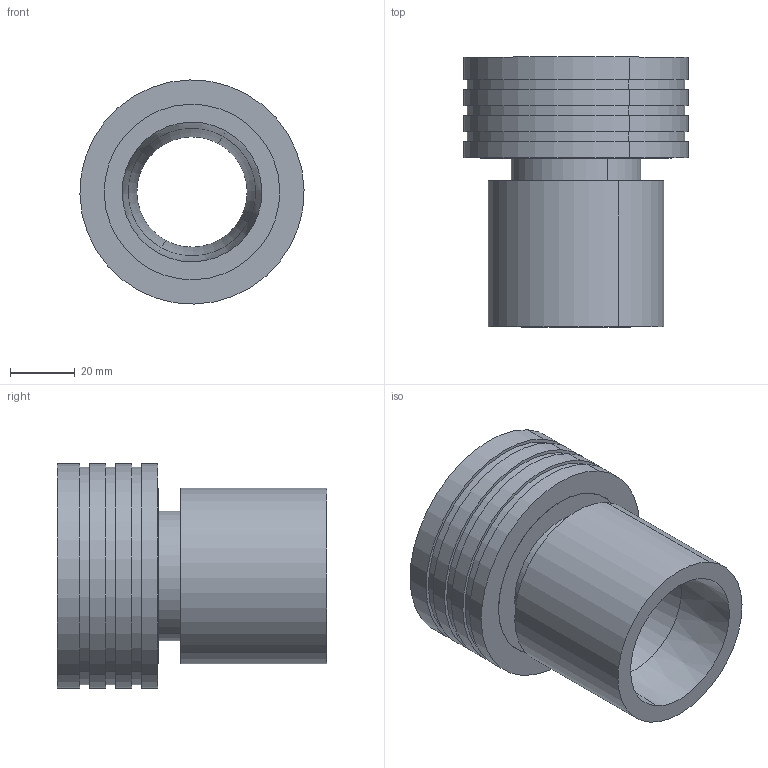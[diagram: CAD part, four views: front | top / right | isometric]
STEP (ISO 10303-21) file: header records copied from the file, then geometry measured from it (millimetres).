
FILE_DESCRIPTION(('CATIA V5 STEP Exchange'),'2;1');
FILE_NAME('bride turbo R11.stp','2017-10-24T20:03:32+00:00',('none'),('none'),'CATIA Version 5 Release 19 SP 2 (IN-10)','CATIA V5 STEP AP203','none');
FILE_SCHEMA(('CONFIG_CONTROL_DESIGN'));
Length unit declared in the file: millimetre
Products named in the file (1): Pièce1
Bounding box: 68.98 x 83 x 68.98 mm (x, y, z)
Volume: 115180.8 mm3; surface area: 32432.8 mm2
Topology: 1 solids, 1 shells, 38 faces, 76 edges, 48 vertices
Faces by surface type: cylinder 22, plane 10, torus 4, revolution 2
Entity records: 917 total; most frequent: CARTESIAN_POINT 158, ORIENTED_EDGE 152, DIRECTION 110, EDGE_CURVE 76, AXIS2_PLACEMENT_3D 70, CIRCLE 52, EDGE_LOOP 48, VERTEX_POINT 48
